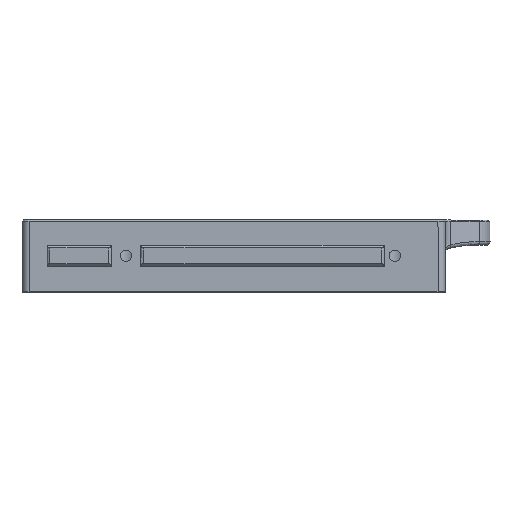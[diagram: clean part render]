
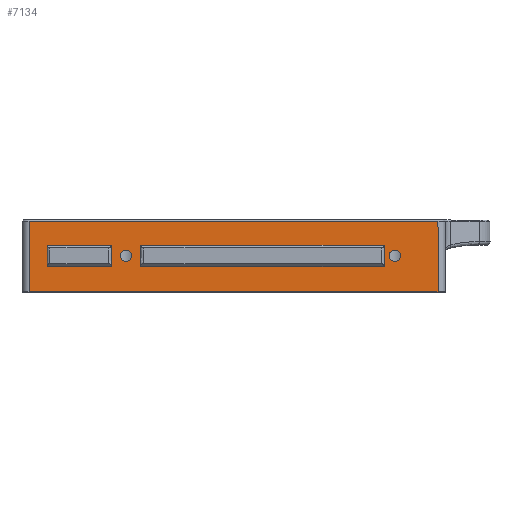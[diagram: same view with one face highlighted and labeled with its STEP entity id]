
A CAD part, top view. The second image highlights one B-rep face of the part: STEP entity #7134.
In plain terms, the highlighted planar face has unit normal (0, 0, 1).
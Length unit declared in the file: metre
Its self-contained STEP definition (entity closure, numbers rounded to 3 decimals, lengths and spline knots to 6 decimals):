
#106=CIRCLE('',#7563,0.0016);
#262=CIRCLE('',#7769,0.0016);
#600=B_SPLINE_CURVE_WITH_KNOTS('',3,(#11748,#11749,#11750,#11751),
 .UNSPECIFIED.,.F.,.F.,(4,4),(0.,1.),.UNSPECIFIED.);
#601=B_SPLINE_CURVE_WITH_KNOTS('',3,(#11756,#11757,#11758,#11759),
 .UNSPECIFIED.,.F.,.F.,(4,4),(0.,1.),.UNSPECIFIED.);
#1111=ORIENTED_EDGE('',*,*,#2812,.F.);
#1112=ORIENTED_EDGE('',*,*,#3281,.T.);
#1113=ORIENTED_EDGE('',*,*,#2806,.F.);
#1114=ORIENTED_EDGE('',*,*,#3282,.F.);
#1115=ORIENTED_EDGE('',*,*,#3283,.F.);
#1116=ORIENTED_EDGE('',*,*,#3284,.T.);
#1117=ORIENTED_EDGE('',*,*,#3285,.F.);
#1118=ORIENTED_EDGE('',*,*,#3286,.F.);
#1119=ORIENTED_EDGE('',*,*,#3276,.T.);
#1120=ORIENTED_EDGE('',*,*,#3287,.T.);
#1121=ORIENTED_EDGE('',*,*,#2844,.F.);
#1122=ORIENTED_EDGE('',*,*,#3288,.T.);
#1123=ORIENTED_EDGE('',*,*,#3289,.F.);
#1124=ORIENTED_EDGE('',*,*,#2816,.F.);
#2806=EDGE_CURVE('',#3903,#3904,#4573,.T.);
#2812=EDGE_CURVE('',#3909,#3910,#4576,.T.);
#2816=EDGE_CURVE('',#3911,#3911,#106,.F.);
#2844=EDGE_CURVE('',#3939,#3940,#4602,.T.);
#3276=EDGE_CURVE('',#4351,#4350,#4788,.T.);
#3281=EDGE_CURVE('',#3909,#3904,#600,.T.);
#3282=EDGE_CURVE('',#3910,#3903,#4793,.T.);
#3283=EDGE_CURVE('',#4354,#4355,#4794,.T.);
#3284=EDGE_CURVE('',#4354,#4356,#601,.T.);
#3285=EDGE_CURVE('',#4357,#4356,#4795,.T.);
#3286=EDGE_CURVE('',#4355,#4357,#4796,.T.);
#3287=EDGE_CURVE('',#4350,#3940,#4797,.T.);
#3288=EDGE_CURVE('',#3939,#4351,#4798,.T.);
#3289=EDGE_CURVE('',#4358,#4358,#262,.T.);
#3903=VERTEX_POINT('',#10491);
#3904=VERTEX_POINT('',#10492);
#3909=VERTEX_POINT('',#10509);
#3910=VERTEX_POINT('',#10511);
#3911=VERTEX_POINT('',#10521);
#3939=VERTEX_POINT('',#10579);
#3940=VERTEX_POINT('',#10580);
#4350=VERTEX_POINT('',#11737);
#4351=VERTEX_POINT('',#11739);
#4354=VERTEX_POINT('',#11754);
#4355=VERTEX_POINT('',#11755);
#4356=VERTEX_POINT('',#11760);
#4357=VERTEX_POINT('',#11762);
#4358=VERTEX_POINT('',#11767);
#4573=LINE('',#10490,#5279);
#4576=LINE('',#10510,#5282);
#4602=LINE('',#10578,#5308);
#4788=LINE('',#11738,#5494);
#4793=LINE('',#11752,#5499);
#4794=LINE('',#11753,#5500);
#4795=LINE('',#11761,#5501);
#4796=LINE('',#11763,#5502);
#4797=LINE('',#11764,#5503);
#4798=LINE('',#11765,#5504);
#5279=VECTOR('',#8302,1.);
#5282=VECTOR('',#8309,1.);
#5308=VECTOR('',#8353,1.);
#5494=VECTOR('',#8935,1.);
#5499=VECTOR('',#8944,1.);
#5500=VECTOR('',#8945,1.);
#5501=VECTOR('',#8946,1.);
#5502=VECTOR('',#8947,1.);
#5503=VECTOR('',#8948,1.);
#5504=VECTOR('',#8949,1.);
#6023=EDGE_LOOP('',(#1111,#1112,#1113,#1114));
#6024=EDGE_LOOP('',(#1115,#1116,#1117,#1118));
#6025=EDGE_LOOP('',(#1119,#1120,#1121,#1122));
#6026=EDGE_LOOP('',(#1123));
#6027=EDGE_LOOP('',(#1124));
#6482=FACE_BOUND('',#6023,.T.);
#6483=FACE_BOUND('',#6024,.T.);
#6484=FACE_BOUND('',#6025,.T.);
#6485=FACE_BOUND('',#6026,.T.);
#6486=FACE_BOUND('',#6027,.T.);
#6915=PLANE('',#7768);
#7134=ADVANCED_FACE('',(#6482,#6483,#6484,#6485,#6486),#6915,.F.);
#7563=AXIS2_PLACEMENT_3D('',#10520,#8317,#8318);
#7768=AXIS2_PLACEMENT_3D('',#11747,#8942,#8943);
#7769=AXIS2_PLACEMENT_3D('',#11766,#8950,#8951);
#8302=DIRECTION('',(1.,0.,0.));
#8309=DIRECTION('',(-1.,0.,0.));
#8317=DIRECTION('',(0.,0.,-1.));
#8318=DIRECTION('',(-1.,0.,0.));
#8353=DIRECTION('',(-1.,0.,0.));
#8935=DIRECTION('',(-1.,0.,0.));
#8942=DIRECTION('',(0.,0.,-1.));
#8943=DIRECTION('',(-1.,0.,0.));
#8944=DIRECTION('',(0.,-1.,0.));
#8945=DIRECTION('',(1.,0.,0.));
#8946=DIRECTION('',(-1.,0.,0.));
#8947=DIRECTION('',(0.,1.,0.));
#8948=DIRECTION('',(0.,-1.,0.));
#8949=DIRECTION('',(0.,1.,0.));
#8950=DIRECTION('',(0.,0.,1.));
#8951=DIRECTION('',(1.,0.,0.));
#10490=CARTESIAN_POINT('',(-0.0674,-0.003,-0.52));
#10491=CARTESIAN_POINT('',(-0.145,-0.003,-0.52));
#10492=CARTESIAN_POINT('',(-0.127011,-0.003,-0.52));
#10509=CARTESIAN_POINT('',(-0.127011,0.003,-0.52));
#10510=CARTESIAN_POINT('',(-0.1019,0.003,-0.52));
#10511=CARTESIAN_POINT('',(-0.145,0.003,-0.52));
#10520=CARTESIAN_POINT('',(-0.123,0.,-0.52));
#10521=CARTESIAN_POINT('',(-0.1246,0.,-0.52));
#10578=CARTESIAN_POINT('',(-0.065975,-0.01,-0.52));
#10579=CARTESIAN_POINT('',(-0.036,-0.01,-0.52));
#10580=CARTESIAN_POINT('',(-0.15,-0.01,-0.52));
#11737=CARTESIAN_POINT('',(-0.15,0.0096,-0.52));
#11738=CARTESIAN_POINT('',(-0.0894,0.0096,-0.52));
#11739=CARTESIAN_POINT('',(-0.036,0.0096,-0.52));
#11747=CARTESIAN_POINT('',(-0.083801,-0.01,-0.52));
#11748=CARTESIAN_POINT('',(-0.127011,0.003,-0.52));
#11749=CARTESIAN_POINT('',(-0.127011,0.001,-0.52));
#11750=CARTESIAN_POINT('',(-0.127011,-0.001,-0.52));
#11751=CARTESIAN_POINT('',(-0.127011,-0.003,-0.52));
#11752=CARTESIAN_POINT('',(-0.145,-0.0065,-0.52));
#11753=CARTESIAN_POINT('',(-0.0674,-0.003,-0.52));
#11754=CARTESIAN_POINT('',(-0.118989,-0.003,-0.52));
#11755=CARTESIAN_POINT('',(-0.051,-0.003,-0.52));
#11756=CARTESIAN_POINT('',(-0.118989,-0.003,-0.52));
#11757=CARTESIAN_POINT('',(-0.118989,-0.001,-0.52));
#11758=CARTESIAN_POINT('',(-0.118989,0.001,-0.52));
#11759=CARTESIAN_POINT('',(-0.118989,0.003,-0.52));
#11760=CARTESIAN_POINT('',(-0.118989,0.003,-0.52));
#11761=CARTESIAN_POINT('',(-0.1019,0.003,-0.52));
#11762=CARTESIAN_POINT('',(-0.051,0.003,-0.52));
#11763=CARTESIAN_POINT('',(-0.051,-0.0035,-0.52));
#11764=CARTESIAN_POINT('',(-0.15,-0.01,-0.52));
#11765=CARTESIAN_POINT('',(-0.036,0.,-0.52));
#11766=CARTESIAN_POINT('',(-0.048,0.,-0.52));
#11767=CARTESIAN_POINT('',(-0.0464,0.,-0.52));
